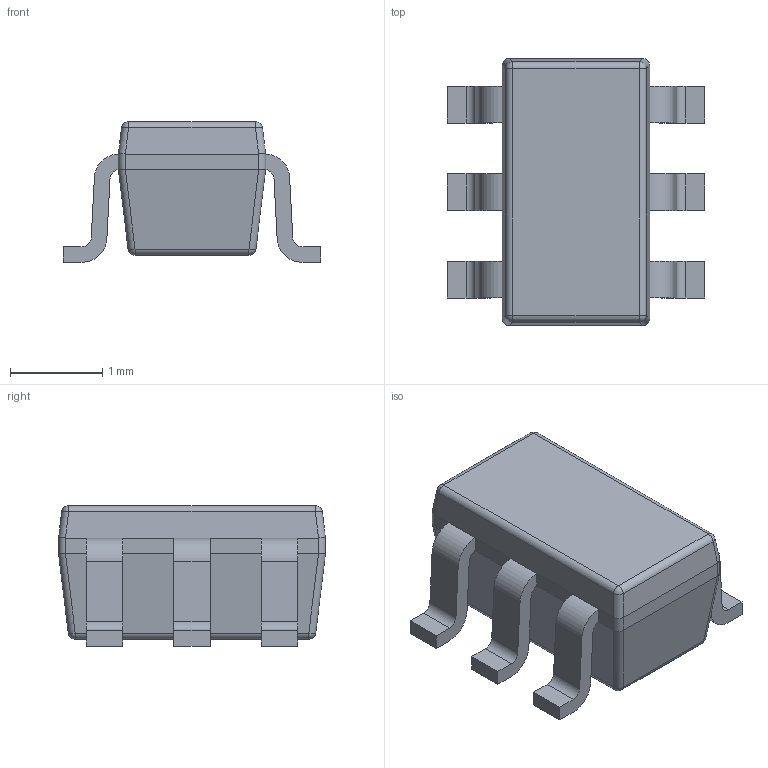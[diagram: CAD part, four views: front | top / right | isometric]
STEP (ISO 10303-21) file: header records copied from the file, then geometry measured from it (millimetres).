
FILE_DESCRIPTION((''),'2;1');
FILE_NAME('DBV0006A_ASM','2016-06-03T',('a0412086'),(''),'CREO PARAMETRIC BY PTC INC, 2016050','CREO PARAMETRIC BY PTC INC, 2016050','');
FILE_SCHEMA(('AUTOMOTIVE_DESIGN { 1 0 10303 214 1 1 1 1 }'));
Length unit declared in the file: millimetre
Products named in the file (3): BODY; LEAD; DBV0006A_ASM
Assembly tree (7 placements, depth 2):
  DBV0006A_ASM
    BODY
    LEAD  x6
Bounding box: 2.8 x 2.9 x 1.52 mm (x, y, z)
Volume: 6.8 mm3; surface area: 30.5 mm2
Topology: 7 solids, 7 shells, 114 faces, 276 edges, 176 vertices
Faces by surface type: plane 62, cylinder 44, sphere 8
Entity records: 2732 total; most frequent: CARTESIAN_POINT 390, DIRECTION 262, ORIENTED_EDGE 252, PRESENTATION_STYLE_ASSIGNMENT 128, STYLED_ITEM 128, CURVE_STYLE 126, EDGE_CURVE 126, PROPERTY_DEFINITION 124
